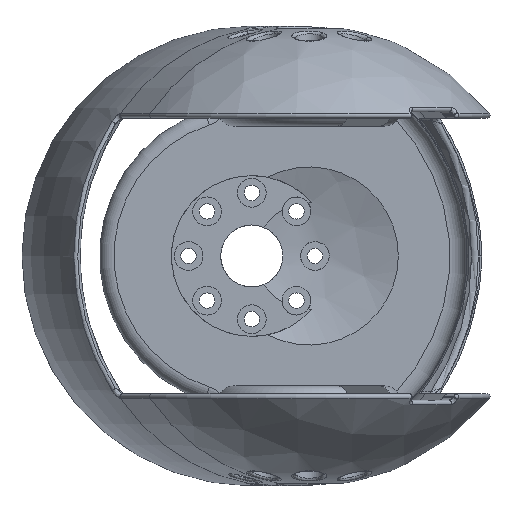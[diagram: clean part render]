
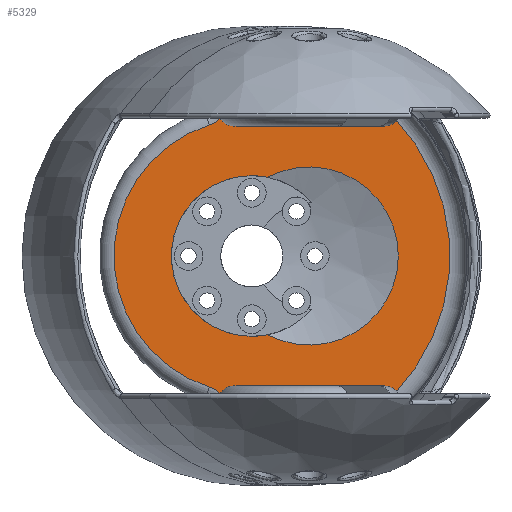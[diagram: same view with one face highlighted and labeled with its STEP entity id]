
A CAD part, left-side view. The second image highlights one B-rep face of the part: STEP entity #5329.
In plain terms, the highlighted planar face has unit normal (-1, 0, 0).
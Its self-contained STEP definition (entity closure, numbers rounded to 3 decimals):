
#962=FACE_BOUND('',#1556,.T.);
#1127=FACE_OUTER_BOUND('',#1555,.T.);
#1555=EDGE_LOOP('',(#4334,#4335,#4336,#4337));
#1556=EDGE_LOOP('',(#4338,#4339));
#1818=CIRCLE('',#5587,34.5);
#1862=CIRCLE('',#5638,14.);
#1863=CIRCLE('',#5640,5.75);
#2045=CIRCLE('',#5949,5.75);
#2046=CIRCLE('',#5950,24.);
#2047=CIRCLE('',#5951,15.51);
#2246=VERTEX_POINT('',#7911);
#2247=VERTEX_POINT('',#7912);
#2335=VERTEX_POINT('',#11959);
#2336=VERTEX_POINT('',#11968);
#2339=VERTEX_POINT('',#12007);
#2644=VERTEX_POINT('',#18997);
#2794=EDGE_CURVE('',#2246,#2247,#1818,.T.);
#2883=EDGE_CURVE('',#2336,#2335,#1862,.T.);
#2887=EDGE_CURVE('',#2247,#2339,#1863,.T.);
#3322=EDGE_CURVE('',#2644,#2246,#2045,.T.);
#3323=EDGE_CURVE('',#2339,#2644,#2046,.T.);
#3324=EDGE_CURVE('',#2335,#2336,#2047,.T.);
#4334=ORIENTED_EDGE('',*,*,#3322,.F.);
#4335=ORIENTED_EDGE('',*,*,#3323,.F.);
#4336=ORIENTED_EDGE('',*,*,#2887,.F.);
#4337=ORIENTED_EDGE('',*,*,#2794,.F.);
#4338=ORIENTED_EDGE('',*,*,#3324,.T.);
#4339=ORIENTED_EDGE('',*,*,#2883,.T.);
#5121=PLANE('',#5948);
#5329=ADVANCED_FACE('',(#1127,#962),#5121,.T.);
#5587=AXIS2_PLACEMENT_3D('',#7913,#6360,#6361);
#5638=AXIS2_PLACEMENT_3D('',#11969,#6462,#6463);
#5640=AXIS2_PLACEMENT_3D('',#12008,#6466,#6467);
#5948=AXIS2_PLACEMENT_3D('',#18996,#7206,#7207);
#5949=AXIS2_PLACEMENT_3D('',#18998,#7208,#7209);
#5950=AXIS2_PLACEMENT_3D('',#18999,#7210,#7211);
#5951=AXIS2_PLACEMENT_3D('',#19000,#7212,#7213);
#6360=DIRECTION('center_axis',(1.,0.,0.));
#6361=DIRECTION('ref_axis',(0.,0.,-1.));
#6462=DIRECTION('center_axis',(1.,0.,0.));
#6463=DIRECTION('ref_axis',(0.,0.,-1.));
#6466=DIRECTION('center_axis',(-1.,0.,0.));
#6467=DIRECTION('ref_axis',(0.,0.,-1.));
#7206=DIRECTION('center_axis',(-1.,0.,0.));
#7207=DIRECTION('ref_axis',(0.,0.,-1.));
#7208=DIRECTION('center_axis',(-1.,0.,0.));
#7209=DIRECTION('ref_axis',(0.,0.,-1.));
#7210=DIRECTION('center_axis',(1.,0.,0.));
#7211=DIRECTION('ref_axis',(0.,0.,-1.));
#7212=DIRECTION('center_axis',(1.,0.,0.));
#7213=DIRECTION('ref_axis',(0.,0.,-1.));
#7911=CARTESIAN_POINT('',(-160.5,7.292,33.721));
#7912=CARTESIAN_POINT('',(-160.5,7.292,-33.721));
#7913=CARTESIAN_POINT('Origin',(-160.5,0.,0.));
#11959=CARTESIAN_POINT('',(-160.5,-2.773,13.723));
#11968=CARTESIAN_POINT('',(-160.5,-2.773,-13.723));
#11969=CARTESIAN_POINT('Origin',(-160.5,0.,0.));
#12007=CARTESIAN_POINT('',(-160.5,7.416,-22.825));
#12008=CARTESIAN_POINT('Origin',(-160.5,9.193,-28.294));
#18996=CARTESIAN_POINT('Origin',(-160.5,0.,0.));
#18997=CARTESIAN_POINT('',(-160.5,7.416,22.825));
#18998=CARTESIAN_POINT('Origin',(-160.5,9.193,28.294));
#18999=CARTESIAN_POINT('Origin',(-160.5,0.,0.));
#19000=CARTESIAN_POINT('Origin',(-160.5,-10.001,0.));
